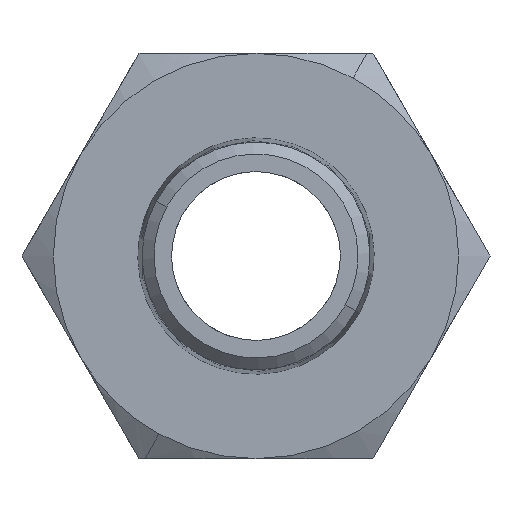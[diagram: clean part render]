
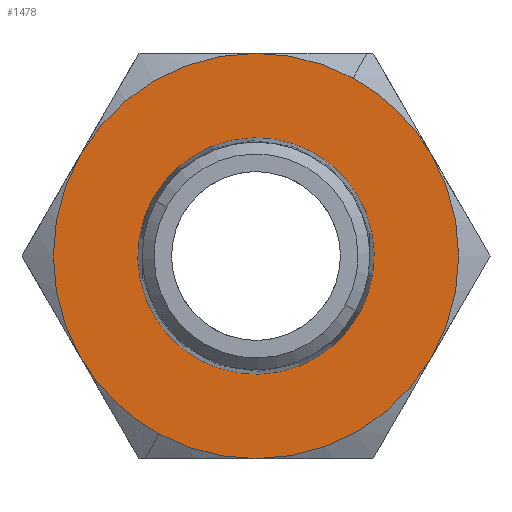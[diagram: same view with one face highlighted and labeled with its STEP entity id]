
A CAD part, front view. The second image highlights one B-rep face of the part: STEP entity #1478.
In plain terms, the highlighted planar face has unit normal (0, -1, 0).
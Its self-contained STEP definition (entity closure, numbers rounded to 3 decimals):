
#594=CARTESIAN_POINT('Vertex',(15.588,16.,-9.)) ;
#635=CARTESIAN_POINT('Vertex',(0.,16.,-18.)) ;
#1352=CARTESIAN_POINT('Vertex',(-15.588,16.,-9.)) ;
#1387=CARTESIAN_POINT('Vertex',(-8.63,16.,-15.796)) ;
#1390=CARTESIAN_POINT('Axis2P3D Location',(0.,16.,0.)) ;
#1402=CARTESIAN_POINT('Axis2P3D Location',(-10.498,16.,0.)) ;
#1407=CARTESIAN_POINT('Axis2P3D Location',(0.,16.,0.)) ;
#1411=CARTESIAN_POINT('Vertex',(8.63,16.,15.796)) ;
#1413=CARTESIAN_POINT('Vertex',(15.588,16.,9.)) ;
#1416=CARTESIAN_POINT('Axis2P3D Location',(0.,16.,0.)) ;
#1420=CARTESIAN_POINT('Vertex',(0.,16.,18.)) ;
#1423=CARTESIAN_POINT('Axis2P3D Location',(0.,16.,0.)) ;
#1427=CARTESIAN_POINT('Vertex',(-15.588,16.,9.)) ;
#1430=CARTESIAN_POINT('Axis2P3D Location',(0.,16.,0.)) ;
#1435=CARTESIAN_POINT('Axis2P3D Location',(0.,16.,0.)) ;
#1440=CARTESIAN_POINT('Axis2P3D Location',(0.,16.,0.)) ;
#1445=CARTESIAN_POINT('Axis2P3D Location',(0.,16.,0.)) ;
#1460=CARTESIAN_POINT('Axis2P3D Location',(0.,16.,0.)) ;
#1464=CARTESIAN_POINT('Vertex',(9.212,16.,-5.033)) ;
#1466=CARTESIAN_POINT('Vertex',(-9.212,16.,5.033)) ;
#1469=CARTESIAN_POINT('Axis2P3D Location',(0.,16.,0.)) ;
#1391=DIRECTION('Axis2P3D Direction',(0.,1.,0.)) ;
#1403=DIRECTION('Axis2P3D Direction',(0.,1.,0.)) ;
#1404=DIRECTION('Axis2P3D XDirection',(1.,-0.,0.)) ;
#1408=DIRECTION('Axis2P3D Direction',(0.,1.,0.)) ;
#1417=DIRECTION('Axis2P3D Direction',(0.,1.,0.)) ;
#1424=DIRECTION('Axis2P3D Direction',(0.,1.,0.)) ;
#1431=DIRECTION('Axis2P3D Direction',(0.,1.,0.)) ;
#1436=DIRECTION('Axis2P3D Direction',(0.,1.,0.)) ;
#1441=DIRECTION('Axis2P3D Direction',(0.,1.,0.)) ;
#1446=DIRECTION('Axis2P3D Direction',(0.,1.,0.)) ;
#1461=DIRECTION('Axis2P3D Direction',(0.,1.,0.)) ;
#1470=DIRECTION('Axis2P3D Direction',(0.,1.,0.)) ;
#1392=AXIS2_PLACEMENT_3D('Circle Axis2P3D',#1390,#1391,$) ;
#1405=AXIS2_PLACEMENT_3D('Plane Axis2P3D',#1402,#1403,#1404) ;
#1409=AXIS2_PLACEMENT_3D('Circle Axis2P3D',#1407,#1408,$) ;
#1418=AXIS2_PLACEMENT_3D('Circle Axis2P3D',#1416,#1417,$) ;
#1425=AXIS2_PLACEMENT_3D('Circle Axis2P3D',#1423,#1424,$) ;
#1432=AXIS2_PLACEMENT_3D('Circle Axis2P3D',#1430,#1431,$) ;
#1437=AXIS2_PLACEMENT_3D('Circle Axis2P3D',#1435,#1436,$) ;
#1442=AXIS2_PLACEMENT_3D('Circle Axis2P3D',#1440,#1441,$) ;
#1447=AXIS2_PLACEMENT_3D('Circle Axis2P3D',#1445,#1446,$) ;
#1462=AXIS2_PLACEMENT_3D('Circle Axis2P3D',#1460,#1461,$) ;
#1471=AXIS2_PLACEMENT_3D('Circle Axis2P3D',#1469,#1470,$) ;
#1451=ORIENTED_EDGE('',*,*,#1415,.F.) ;
#1452=ORIENTED_EDGE('',*,*,#1422,.F.) ;
#1453=ORIENTED_EDGE('',*,*,#1429,.F.) ;
#1454=ORIENTED_EDGE('',*,*,#1434,.F.) ;
#1455=ORIENTED_EDGE('',*,*,#1394,.F.) ;
#1456=ORIENTED_EDGE('',*,*,#1439,.F.) ;
#1457=ORIENTED_EDGE('',*,*,#1444,.F.) ;
#1458=ORIENTED_EDGE('',*,*,#1449,.F.) ;
#1475=ORIENTED_EDGE('',*,*,#1468,.T.) ;
#1476=ORIENTED_EDGE('',*,*,#1473,.T.) ;
#1477=FACE_BOUND('',#1474,.T.) ;
#1478=ADVANCED_FACE('Corps principal',(#1459,#1477),#1406,.F.) ;
#1393=CIRCLE('generated circle',#1392,18.) ;
#1410=CIRCLE('generated circle',#1409,18.) ;
#1419=CIRCLE('generated circle',#1418,18.) ;
#1426=CIRCLE('generated circle',#1425,18.) ;
#1433=CIRCLE('generated circle',#1432,18.) ;
#1438=CIRCLE('generated circle',#1437,18.) ;
#1443=CIRCLE('generated circle',#1442,18.) ;
#1448=CIRCLE('generated circle',#1447,18.) ;
#1463=CIRCLE('generated circle',#1462,10.498) ;
#1472=CIRCLE('generated circle',#1471,10.498) ;
#1394=EDGE_CURVE('',#1388,#1353,#1393,.T.) ;
#1415=EDGE_CURVE('',#1412,#1414,#1410,.T.) ;
#1422=EDGE_CURVE('',#1421,#1412,#1419,.T.) ;
#1429=EDGE_CURVE('',#1428,#1421,#1426,.T.) ;
#1434=EDGE_CURVE('',#1353,#1428,#1433,.T.) ;
#1439=EDGE_CURVE('',#636,#1388,#1438,.T.) ;
#1444=EDGE_CURVE('',#595,#636,#1443,.T.) ;
#1449=EDGE_CURVE('',#1414,#595,#1448,.T.) ;
#1468=EDGE_CURVE('',#1465,#1467,#1463,.T.) ;
#1473=EDGE_CURVE('',#1467,#1465,#1472,.T.) ;
#1450=EDGE_LOOP('',(#1451,#1452,#1453,#1454,#1455,#1456,#1457,#1458)) ;
#1474=EDGE_LOOP('',(#1475,#1476)) ;
#1459=FACE_OUTER_BOUND('',#1450,.T.) ;
#1406=PLANE('',#1405) ;
#595=VERTEX_POINT('',#594) ;
#636=VERTEX_POINT('',#635) ;
#1353=VERTEX_POINT('',#1352) ;
#1388=VERTEX_POINT('',#1387) ;
#1412=VERTEX_POINT('',#1411) ;
#1414=VERTEX_POINT('',#1413) ;
#1421=VERTEX_POINT('',#1420) ;
#1428=VERTEX_POINT('',#1427) ;
#1465=VERTEX_POINT('',#1464) ;
#1467=VERTEX_POINT('',#1466) ;
